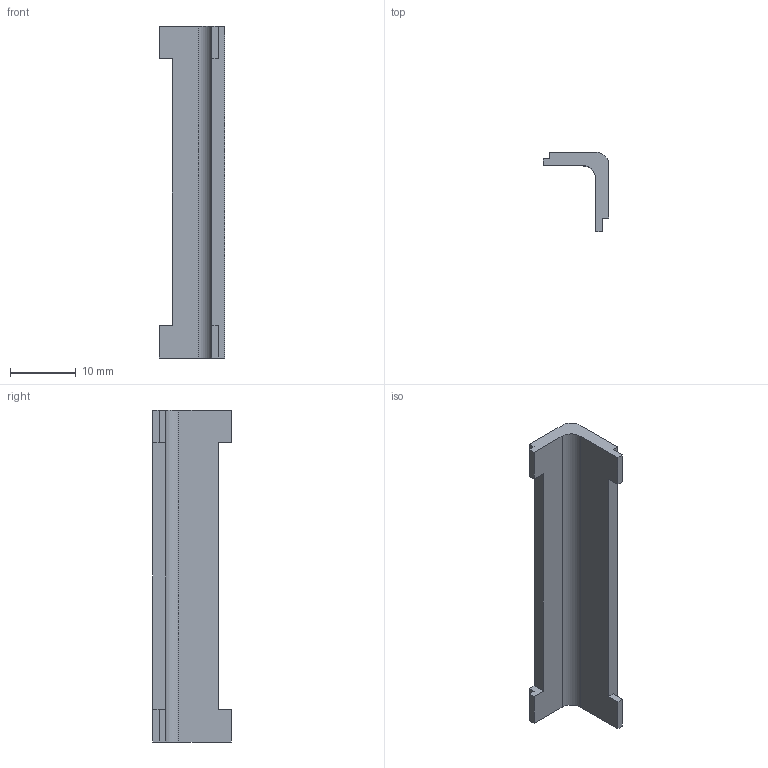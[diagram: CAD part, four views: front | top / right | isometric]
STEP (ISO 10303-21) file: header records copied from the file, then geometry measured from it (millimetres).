
FILE_DESCRIPTION(/* description */ (''),/* implementation_level */ '2;1');
FILE_NAME(/* name */ 'Klepje.stp',/* time_stamp */ '2017-02-21T10:57:54+01:00',/* author */ ('bartv'),/* organization */ (''),/* preprocessor_version */ 'ST-DEVELOPER v16.5',/* originating_system */ 'Autodesk Inventor 2017',/* authorisation */ '');
FILE_SCHEMA (('AUTOMOTIVE_DESIGN { 1 0 10303 214 3 1 1 }'));
Length unit declared in the file: millimetre
Products named in the file (1): Klepje
Bounding box: 10 x 12 x 50.5 mm (x, y, z)
Volume: 1655.4 mm3; surface area: 1953.1 mm2
Topology: 1 solids, 1 shells, 227 faces, 606 edges, 404 vertices
Faces by surface type: plane 147, bspline 78, cylinder 2
Entity records: 7489 total; most frequent: CARTESIAN_POINT 2319, ORIENTED_EDGE 1212, DIRECTION 754, EDGE_CURVE 606, LINE 446, VECTOR 446, VERTEX_POINT 404, EDGE_LOOP 250
